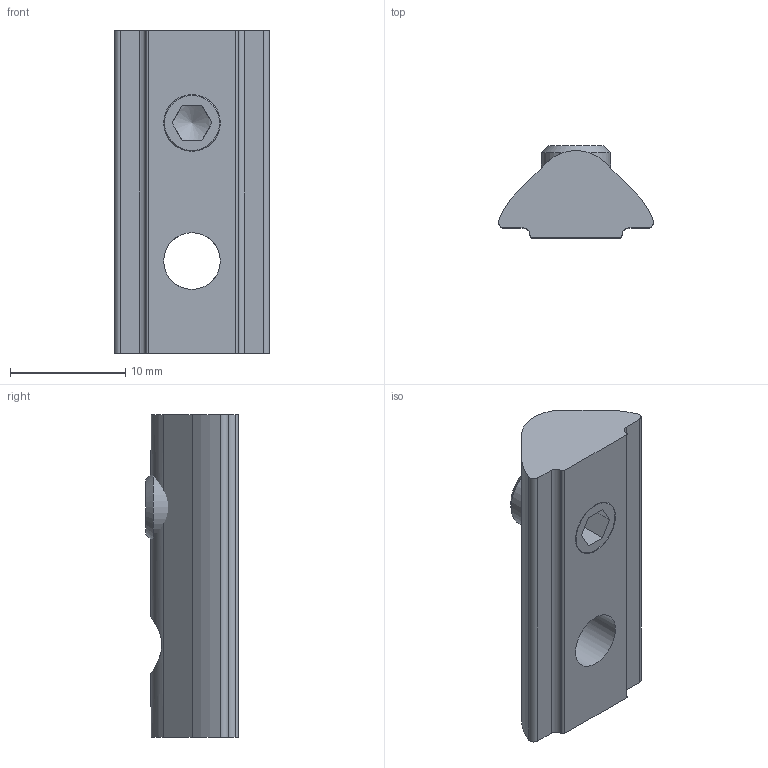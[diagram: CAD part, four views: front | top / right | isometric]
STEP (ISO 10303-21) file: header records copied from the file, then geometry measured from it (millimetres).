
FILE_DESCRIPTION(/* description */ ('GK Nutenstein einsteckbar'),/* implementation_level */ '2;1');
FILE_NAME(/* name */ 'SV2151V_A.stp',/* time_stamp */ '2015-11-30T08:49:25+01:00',/* author */ ('Marina Kaa'),/* organization */ (''),/* preprocessor_version */ 'ST-DEVELOPER v15.6',/* originating_system */ 'Autodesk Inventor 2015',/* authorisation */ '');
FILE_SCHEMA (('AUTOMOTIVE_DESIGN { 1 0 10303 214 3 1 1 }'));
Length unit declared in the file: millimetre
Products named in the file (3): ME1631011; DK0913060080; SV2151V_A
Bounding box: 13.47 x 8 x 28 mm (x, y, z)
Volume: 1833.3 mm3; surface area: 1467 mm2
Topology: 2 solids, 2 shells, 32 faces, 81 edges, 53 vertices
Faces by surface type: plane 17, cylinder 12, cone 3
Full cylindrical faces by diameter (mm): 4.917 x2, 6 x1
Entity records: 1062 total; most frequent: CARTESIAN_POINT 241, DIRECTION 164, ORIENTED_EDGE 148, EDGE_CURVE 74, AXIS2_PLACEMENT_3D 61, VERTEX_POINT 52, LINE 42, VECTOR 42
